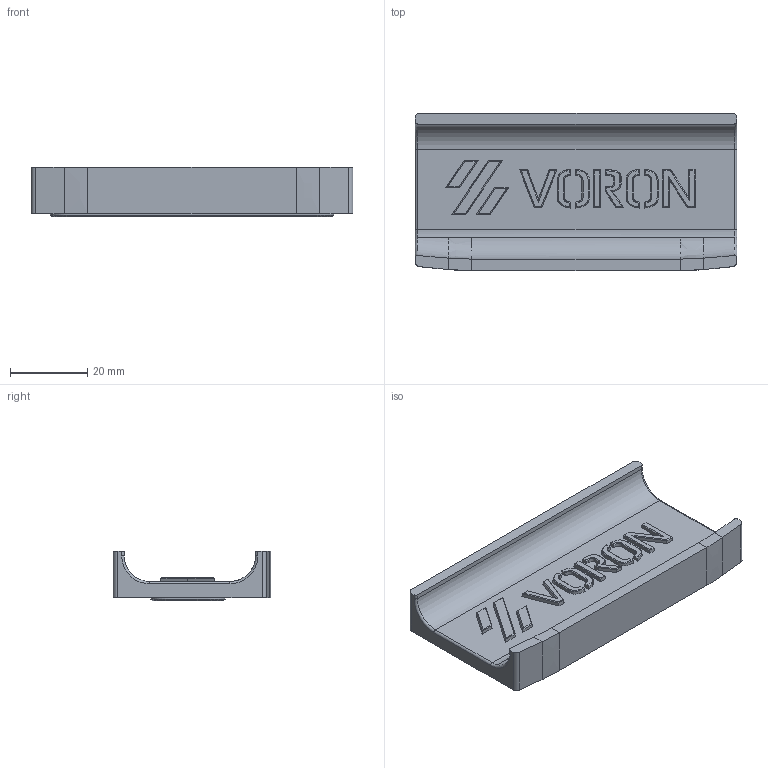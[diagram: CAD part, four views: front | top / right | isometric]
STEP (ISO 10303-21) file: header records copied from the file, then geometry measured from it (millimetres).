
FILE_DESCRIPTION(/* description */ (''),/* implementation_level */ '2;1');
FILE_NAME(/* name */ 'V0.1_Trident_Skirt_NoDisplay.step',/* time_stamp */ '2021-11-09T00:15:52+00:00',/* author */ (''),/* organization */ (''),/* preprocessor_version */ 'ST-DEVELOPER v18.1',/* originating_system */ 'Autodesk Translation Framework v10.10.0.1391',/* authorisation */ '');
FILE_SCHEMA (('AUTOMOTIVE_DESIGN { 1 0 10303 214 3 1 1 }'));
Length unit declared in the file: millimetre
Products named in the file (4): (Unsaved); skirt_front_through_logo (1); skirt_front_through_logo; [a]_skirt_front_through_logo_insert
Assembly tree (3 placements, depth 3):
  (Unsaved)
    skirt_front_through_logo (1)
      skirt_front_through_logo
      [a]_skirt_front_through_logo_insert
Bounding box: 83.16 x 40.73 x 12.8 mm (x, y, z)
Volume: 20468.8 mm3; surface area: 15611.3 mm2
Topology: 2 solids, 2 shells, 358 faces, 916 edges, 573 vertices
Faces by surface type: plane 227, bspline 95, cylinder 30, cone 4, torus 2
Entity records: 12746 total; most frequent: CARTESIAN_POINT 4619, ORIENTED_EDGE 1832, DIRECTION 1316, EDGE_CURVE 916, LINE 636, VECTOR 636, VERTEX_POINT 573, EDGE_LOOP 391
